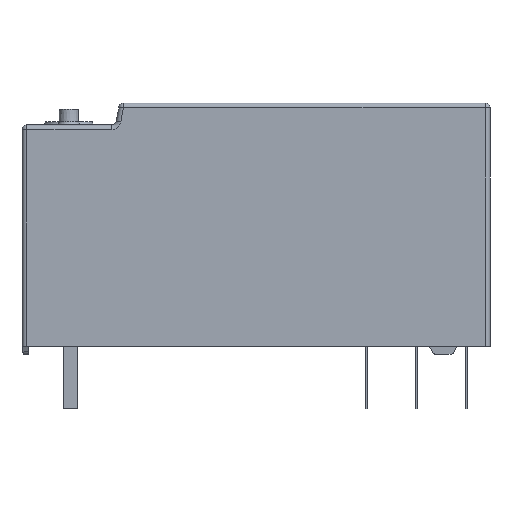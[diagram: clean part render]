
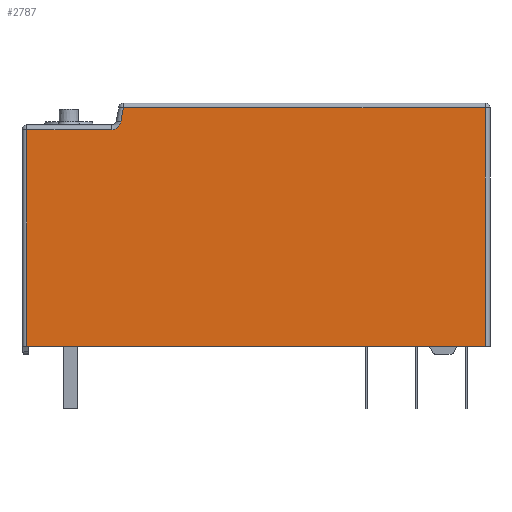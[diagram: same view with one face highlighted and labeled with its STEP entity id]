
A CAD part, front view. The second image highlights one B-rep face of the part: STEP entity #2787.
In plain terms, the highlighted planar face has unit normal (0, -1, 0).
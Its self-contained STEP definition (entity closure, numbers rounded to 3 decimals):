
#90 = AXIS2_PLACEMENT_3D ( 'NONE', #3132, #3133, #3134 ) ;
#134 = AXIS2_PLACEMENT_3D ( 'NONE', #1126, #1130, #1131 ) ;
#512 = CARTESIAN_POINT ( 'NONE',  ( -14.7, -5., -7.8 ) ) ;
#515 = CARTESIAN_POINT ( 'NONE',  ( 14.7, -5., -7.8 ) ) ;
#558 = CARTESIAN_POINT ( 'NONE',  ( -8.501, -5., 7.5 ) ) ;
#564 = CARTESIAN_POINT ( 'NONE',  ( -8.661, -5., 6.596 ) ) ;
#566 = CARTESIAN_POINT ( 'NONE',  ( -9.252, -5., 6.1 ) ) ;
#570 = CARTESIAN_POINT ( 'NONE',  ( 14.7, -5., 7.5 ) ) ;
#572 = CARTESIAN_POINT ( 'NONE',  ( -14.7, -5., 6.1 ) ) ;
#912 = FACE_OUTER_BOUND ( 'NONE', #2380, .T. ) ;
#1126 = CARTESIAN_POINT ( 'NONE',  ( -14.7, -5., 7.8 ) ) ;
#1128 = PLANE ( 'NONE',  #134 ) ;
#1130 = DIRECTION ( 'NONE',  ( 0., 1., 0. ) ) ;
#1131 = DIRECTION ( 'NONE',  ( 0., 0., 1. ) ) ;
#1763 = EDGE_CURVE ( 'NONE', #2210, #2217, #2699, .T. ) ;
#1764 = EDGE_CURVE ( 'NONE', #2210, #2206, #2698, .T. ) ;
#1765 = EDGE_CURVE ( 'NONE', #2207, #2206, #2703, .T. ) ;
#1766 = EDGE_CURVE ( 'NONE', #2215, #2207, #2704, .T. ) ;
#1767 = EDGE_CURVE ( 'NONE', #2215, #1910, #2706, .T. ) ;
#1777 = EDGE_CURVE ( 'NONE', #2217, #1907, #2711, .T. ) ;
#1797 = EDGE_CURVE ( 'NONE', #1907, #1910, #2760, .T. ) ;
#1907 = VERTEX_POINT ( 'NONE', #512 ) ;
#1910 = VERTEX_POINT ( 'NONE', #515 ) ;
#1955 = ORIENTED_EDGE ( 'NONE', *, *, #1767, .F. ) ;
#1960 = ORIENTED_EDGE ( 'NONE', *, *, #1765, .T. ) ;
#1963 = ORIENTED_EDGE ( 'NONE', *, *, #1766, .T. ) ;
#1964 = ORIENTED_EDGE ( 'NONE', *, *, #1764, .F. ) ;
#1965 = ORIENTED_EDGE ( 'NONE', *, *, #1763, .T. ) ;
#2206 = VERTEX_POINT ( 'NONE', #564 ) ;
#2207 = VERTEX_POINT ( 'NONE', #558 ) ;
#2210 = VERTEX_POINT ( 'NONE', #566 ) ;
#2215 = VERTEX_POINT ( 'NONE', #570 ) ;
#2217 = VERTEX_POINT ( 'NONE', #572 ) ;
#2380 = EDGE_LOOP ( 'NONE', ( #1955, #1963, #1960, #1964, #1965, #2482, #2481 ) ) ;
#2481 = ORIENTED_EDGE ( 'NONE', *, *, #1797, .T. ) ;
#2482 = ORIENTED_EDGE ( 'NONE', *, *, #1777, .T. ) ;
#2698 = CIRCLE ( 'NONE', #90, 0.6 ) ;
#2699 = LINE ( 'NONE', #3127, #2702 ) ;
#2702 = VECTOR ( 'NONE', #3129, 1000. ) ;
#2703 = LINE ( 'NONE', #3128, #2705 ) ;
#2704 = LINE ( 'NONE', #3135, #2707 ) ;
#2705 = VECTOR ( 'NONE', #3122, 1000. ) ;
#2706 = LINE ( 'NONE', #3137, #2709 ) ;
#2707 = VECTOR ( 'NONE', #3136, 1000. ) ;
#2709 = VECTOR ( 'NONE', #3138, 1000. ) ;
#2711 = LINE ( 'NONE', #3157, #2726 ) ;
#2726 = VECTOR ( 'NONE', #3152, 1000. ) ;
#2760 = LINE ( 'NONE', #3203, #2763 ) ;
#2763 = VECTOR ( 'NONE', #3204, 1000. ) ;
#2787 = ADVANCED_FACE ( 'NONE', ( #912 ), #1128, .F. ) ;
#3122 = DIRECTION ( 'NONE',  ( -0.174, 0., -0.985 ) ) ;
#3127 = CARTESIAN_POINT ( 'NONE',  ( -14.7, -5., 6.1 ) ) ;
#3128 = CARTESIAN_POINT ( 'NONE',  ( -8.637, -5., 6.731 ) ) ;
#3129 = DIRECTION ( 'NONE',  ( -1., 0., 0. ) ) ;
#3132 = CARTESIAN_POINT ( 'NONE',  ( -9.252, -5., 6.7 ) ) ;
#3133 = DIRECTION ( 'NONE',  ( 0., -1., 0. ) ) ;
#3134 = DIRECTION ( 'NONE',  ( 0., 0., 1. ) ) ;
#3135 = CARTESIAN_POINT ( 'NONE',  ( -14.7, -5., 7.5 ) ) ;
#3136 = DIRECTION ( 'NONE',  ( -1., 0., 0. ) ) ;
#3137 = CARTESIAN_POINT ( 'NONE',  ( 14.7, -5., 7.8 ) ) ;
#3138 = DIRECTION ( 'NONE',  ( 0., 0., -1. ) ) ;
#3152 = DIRECTION ( 'NONE',  ( 0., 0., -1. ) ) ;
#3157 = CARTESIAN_POINT ( 'NONE',  ( -14.7, -5., 7.8 ) ) ;
#3203 = CARTESIAN_POINT ( 'NONE',  ( -14.7, -5., -7.8 ) ) ;
#3204 = DIRECTION ( 'NONE',  ( 1., 0., 0. ) ) ;
